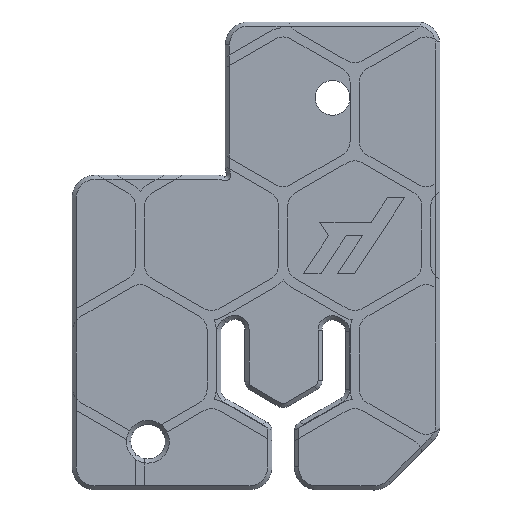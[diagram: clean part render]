
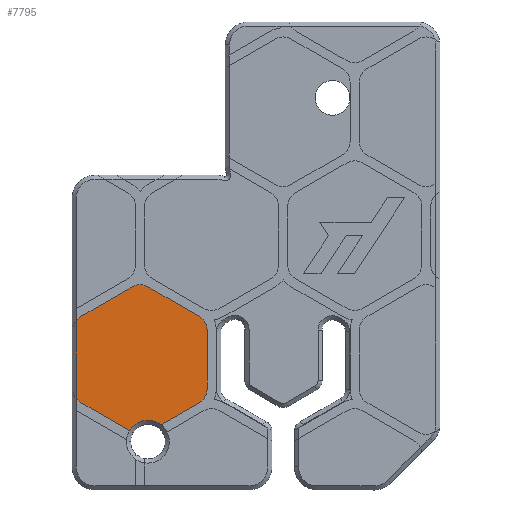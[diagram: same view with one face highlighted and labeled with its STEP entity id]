
A CAD part, top view. The second image highlights one B-rep face of the part: STEP entity #7795.
In plain terms, the highlighted face is planar.
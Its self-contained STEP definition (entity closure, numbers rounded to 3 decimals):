
#225=CIRCLE('',#8264,1.5);
#226=CIRCLE('',#8269,1.5);
#227=CIRCLE('',#8274,1.5);
#228=CIRCLE('',#8277,1.5);
#229=CIRCLE('',#8280,1.55);
#263=CIRCLE('',#8417,2.1);
#533=PLANE('',#8428);
#864=FACE_OUTER_BOUND('',#1282,.T.);
#1282=EDGE_LOOP('',(#6231,#6232,#6233,#6234,#6235,#6236,#6237,#6238,#6239,
#6240,#6241,#6242));
#1770=LINE('',#12021,#2574);
#1787=LINE('',#12080,#2591);
#1788=LINE('',#12083,#2592);
#1791=LINE('',#12091,#2595);
#1794=LINE('',#12099,#2598);
#1947=LINE('',#12510,#2751);
#2574=VECTOR('',#9563,10.);
#2591=VECTOR('',#9604,10.);
#2592=VECTOR('',#9607,10.);
#2595=VECTOR('',#9616,10.);
#2598=VECTOR('',#9625,10.);
#2751=VECTOR('',#10076,10.);
#3460=VERTEX_POINT('',#12018);
#3461=VERTEX_POINT('',#12020);
#3467=VERTEX_POINT('',#12043);
#3469=VERTEX_POINT('',#12046);
#3473=VERTEX_POINT('',#12063);
#3474=VERTEX_POINT('',#12065);
#3477=VERTEX_POINT('',#12078);
#3478=VERTEX_POINT('',#12082);
#3479=VERTEX_POINT('',#12086);
#3480=VERTEX_POINT('',#12090);
#3481=VERTEX_POINT('',#12094);
#3482=VERTEX_POINT('',#12098);
#4332=EDGE_CURVE('',#3461,#3460,#1770,.T.);
#4342=EDGE_CURVE('',#3469,#3467,#225,.T.);
#4352=EDGE_CURVE('',#3473,#3474,#226,.T.);
#4357=EDGE_CURVE('',#3474,#3477,#1787,.T.);
#4358=EDGE_CURVE('',#3478,#3469,#1788,.T.);
#4360=EDGE_CURVE('',#3479,#3478,#227,.T.);
#4362=EDGE_CURVE('',#3480,#3479,#1791,.T.);
#4364=EDGE_CURVE('',#3481,#3480,#228,.T.);
#4366=EDGE_CURVE('',#3482,#3481,#1794,.T.);
#4368=EDGE_CURVE('',#3460,#3482,#229,.T.);
#4556=EDGE_CURVE('',#3477,#3461,#263,.T.);
#4568=EDGE_CURVE('',#3473,#3467,#1947,.T.);
#6231=ORIENTED_EDGE('',*,*,#4332,.T.);
#6232=ORIENTED_EDGE('',*,*,#4368,.T.);
#6233=ORIENTED_EDGE('',*,*,#4366,.T.);
#6234=ORIENTED_EDGE('',*,*,#4364,.T.);
#6235=ORIENTED_EDGE('',*,*,#4362,.T.);
#6236=ORIENTED_EDGE('',*,*,#4360,.T.);
#6237=ORIENTED_EDGE('',*,*,#4358,.T.);
#6238=ORIENTED_EDGE('',*,*,#4342,.T.);
#6239=ORIENTED_EDGE('',*,*,#4568,.F.);
#6240=ORIENTED_EDGE('',*,*,#4352,.T.);
#6241=ORIENTED_EDGE('',*,*,#4357,.T.);
#6242=ORIENTED_EDGE('',*,*,#4556,.T.);
#7795=ADVANCED_FACE('',(#864),#533,.F.);
#8264=AXIS2_PLACEMENT_3D('',#12047,#9578,#9579);
#8269=AXIS2_PLACEMENT_3D('',#12067,#9595,#9596);
#8274=AXIS2_PLACEMENT_3D('',#12087,#9611,#9612);
#8277=AXIS2_PLACEMENT_3D('',#12095,#9620,#9621);
#8280=AXIS2_PLACEMENT_3D('',#12102,#9629,#9630);
#8417=AXIS2_PLACEMENT_3D('',#12488,#10048,#10049);
#8428=AXIS2_PLACEMENT_3D('',#12511,#10077,#10078);
#9563=DIRECTION('',(0.866,0.,-0.5));
#9578=DIRECTION('center_axis',(0.,1.,0.));
#9579=DIRECTION('ref_axis',(0.,0.,1.));
#9595=DIRECTION('center_axis',(0.,1.,0.));
#9596=DIRECTION('ref_axis',(0.,0.,1.));
#9604=DIRECTION('',(0.866,0.,0.5));
#9607=DIRECTION('',(-0.866,0.,0.5));
#9611=DIRECTION('center_axis',(0.,1.,0.));
#9612=DIRECTION('ref_axis',(0.,0.,1.));
#9616=DIRECTION('',(-0.866,0.,-0.5));
#9620=DIRECTION('center_axis',(0.,1.,0.));
#9621=DIRECTION('ref_axis',(0.,0.,1.));
#9625=DIRECTION('',(0.,0.,-1.));
#9629=DIRECTION('center_axis',(0.,1.,0.));
#9630=DIRECTION('ref_axis',(0.866,0.,0.5));
#10048=DIRECTION('center_axis',(0.,-1.,0.));
#10049=DIRECTION('ref_axis',(-1.,0.,0.));
#10076=DIRECTION('',(0.,0.,-1.));
#10077=DIRECTION('center_axis',(0.,-1.,0.));
#10078=DIRECTION('ref_axis',(0.,0.,
-1.));
#12018=CARTESIAN_POINT('',(90.402,6.895,45.54));
#12020=CARTESIAN_POINT('',(86.68,6.895,47.689));
#12021=CARTESIAN_POINT('',(90.66,6.895,45.391));
#12043=CARTESIAN_POINT('',(78.369,6.895,37.514));
#12046=CARTESIAN_POINT('',(78.832,6.895,37.099));
#12047=CARTESIAN_POINT('Origin',(79.582,6.895,38.398));
#12063=CARTESIAN_POINT('',(78.369,6.895,45.11));
#12065=CARTESIAN_POINT('',(78.832,6.895,45.526));
#12067=CARTESIAN_POINT('Origin',(79.582,6.895,44.227));
#12078=CARTESIAN_POINT('',(83.591,6.895,48.273));
#12080=CARTESIAN_POINT('',(69.806,6.895,40.314));
#12082=CARTESIAN_POINT('',(83.879,6.895,34.184));
#12083=CARTESIAN_POINT('',(86.635,6.895,32.593));
#12086=CARTESIAN_POINT('',(85.379,6.895,34.184));
#12087=CARTESIAN_POINT('Origin',(84.629,6.895,35.483));
#12090=CARTESIAN_POINT('',(90.427,6.895,37.098));
#12091=CARTESIAN_POINT('',(78.877,6.895,30.431));
#12094=CARTESIAN_POINT('',(91.177,6.895,38.398));
#12095=CARTESIAN_POINT('Origin',(89.677,6.895,38.398));
#12098=CARTESIAN_POINT('',(91.177,6.895,44.198));
#12099=CARTESIAN_POINT('',(91.177,6.895,26.236));
#12102=CARTESIAN_POINT('Origin',(89.627,6.895,44.198));
#12488=CARTESIAN_POINT('Origin',(85.394,6.895,49.349));
#12510=CARTESIAN_POINT('',(78.369,6.895,31.524));
#12511=CARTESIAN_POINT('Origin',(76.269,6.895,8.274));
